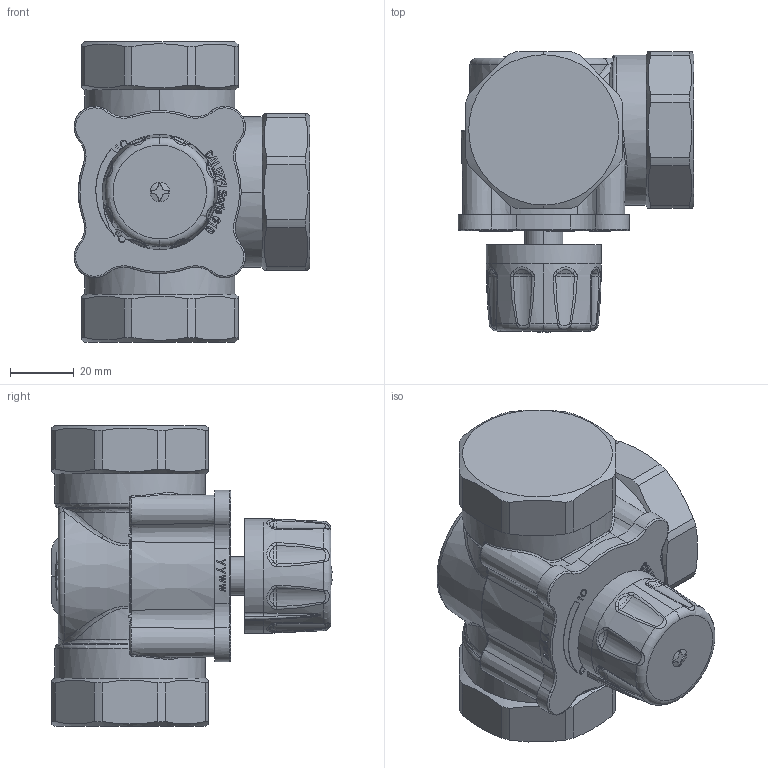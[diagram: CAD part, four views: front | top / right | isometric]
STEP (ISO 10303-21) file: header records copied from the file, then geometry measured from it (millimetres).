
FILE_DESCRIPTION(('CATIA V5 STEP Exchange','CAx-IF Rec.Pracs.--- Model Styling and Organization---1.5--- 2016-08-15','CAx-IF Rec.Pracs.---Supplemental Geometry---1.0---2011-11-01','CAx-IF Rec.Pracs.--- Composite Materials ---3.4---2017-06-13','CAx-IF Rec.Pracs.---Tessellated 3D Geometry---1.0---2015-12-17'),'2;1');
FILE_NAME('STEP_610700_-_TST.stp','2024-02-06T09:57:32+00:00',('none'),('none'),'CATIA Version 5-6 Release 2020 SP5','CATIA V5 STEP AP242 v2','none');
FILE_SCHEMA(('AP242_MANAGED_MODEL_BASED_3D_ENGINEERING_MIM_LF {1 0 10303 442 1 1 4}'));
Products named in the file (1): 610700 - TST
Bounding box: 73.83 x 87.8 x 94 mm (x, y, z)
Volume: 277169.2 mm3; surface area: 31967.4 mm2
Topology: 1 solids, 2 shells, 958 faces, 2615 edges, 1728 vertices
Faces by surface type: plane 525, bspline 259, cylinder 78, cone 46, torus 46, sphere 4
Entity records: 49738 total; most frequent: CARTESIAN_POINT 28919, ORIENTED_EDGE 5220, DIRECTION 2969, EDGE_CURVE 2612, VERTEX_POINT 1728, VECTOR 1312, LINE 1312, EDGE_LOOP 1030
